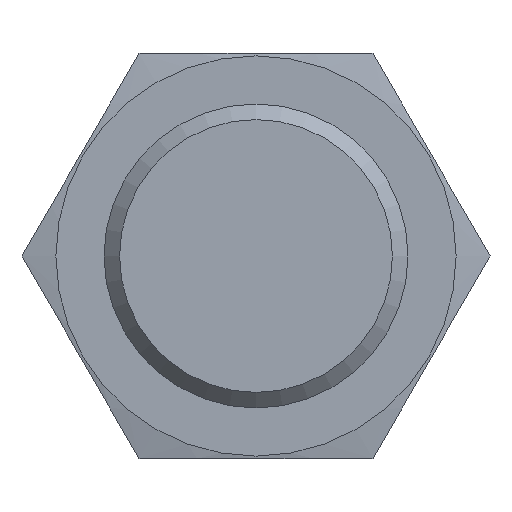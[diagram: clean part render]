
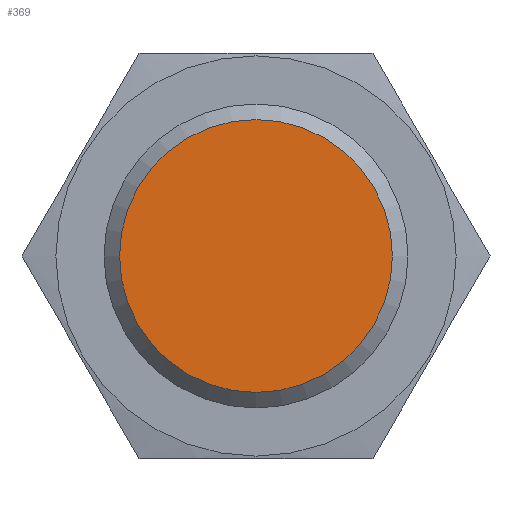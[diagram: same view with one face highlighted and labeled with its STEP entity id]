
A CAD part, left-side view. The second image highlights one B-rep face of the part: STEP entity #369.
In plain terms, the highlighted planar face has unit normal (-1, 0, 0).
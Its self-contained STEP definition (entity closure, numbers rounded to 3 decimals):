
#54=PLANE('',#428);
#90=ORIENTED_EDGE('',*,*,#170,.F.);
#170=EDGE_CURVE('',#210,#210,#240,.T.);
#210=VERTEX_POINT('',#642);
#240=CIRCLE('',#429,5.387);
#262=EDGE_LOOP('',(#90));
#314=FACE_BOUND('',#262,.T.);
#369=ADVANCED_FACE('',(#314),#54,.F.);
#428=AXIS2_PLACEMENT_3D('',#640,#484,#485);
#429=AXIS2_PLACEMENT_3D('',#641,#486,#487);
#484=DIRECTION('',(1.,0.,0.));
#485=DIRECTION('',(0.,0.,-1.));
#486=DIRECTION('',(1.,0.,0.));
#487=DIRECTION('',(0.,0.,-1.));
#640=CARTESIAN_POINT('',(0.,0.,0.));
#641=CARTESIAN_POINT('',(0.,0.,0.));
#642=CARTESIAN_POINT('',(0.,0.,-5.387));
